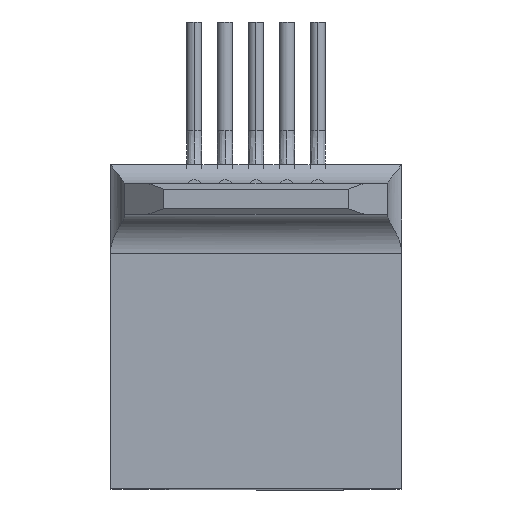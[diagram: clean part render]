
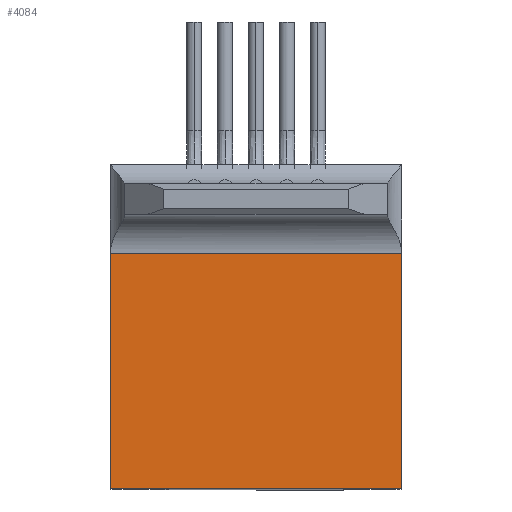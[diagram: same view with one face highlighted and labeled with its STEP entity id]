
A CAD part, top view. The second image highlights one B-rep face of the part: STEP entity #4084.
In plain terms, the highlighted planar face has unit normal (0, 0, 1).
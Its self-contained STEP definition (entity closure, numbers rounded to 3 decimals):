
#75 = VERTEX_POINT ( 'NONE', #1187 ) ;
#88 = DIRECTION ( 'NONE',  ( 1., 0., 0. ) ) ;
#622 = VERTEX_POINT ( 'NONE', #1306 ) ;
#732 = EDGE_CURVE ( 'NONE', #2847, #3807, #1194, .T. ) ;
#811 = LINE ( 'NONE', #3898, #3683 ) ;
#1104 = CARTESIAN_POINT ( 'NONE',  ( 3.775, -7.5, 0. ) ) ;
#1187 = CARTESIAN_POINT ( 'NONE',  ( 3.775, -1.4, 0. ) ) ;
#1194 = LINE ( 'NONE', #2406, #2946 ) ;
#1203 = ORIENTED_EDGE ( 'NONE', *, *, #4762, .F. ) ;
#1226 = DIRECTION ( 'NONE',  ( 0., -1., 0. ) ) ;
#1293 = DIRECTION ( 'NONE',  ( -1., 0., 0. ) ) ;
#1306 = CARTESIAN_POINT ( 'NONE',  ( -3.775, -1.4, 0. ) ) ;
#1666 = VECTOR ( 'NONE', #4358, 1000. ) ;
#1850 = CARTESIAN_POINT ( 'NONE',  ( -3.775, -7.5, 0. ) ) ;
#2092 = CARTESIAN_POINT ( 'NONE',  ( -3.775, -7.5, 0. ) ) ;
#2099 = VECTOR ( 'NONE', #88, 1000. ) ;
#2113 = CARTESIAN_POINT ( 'NONE',  ( 3.775, -7.5, 0. ) ) ;
#2324 = ORIENTED_EDGE ( 'NONE', *, *, #4679, .F. ) ;
#2406 = CARTESIAN_POINT ( 'NONE',  ( 3.775, -7.5, 0. ) ) ;
#2525 = DIRECTION ( 'NONE',  ( -1., 0., 0. ) ) ;
#2599 = EDGE_CURVE ( 'NONE', #75, #2847, #811, .T. ) ;
#2665 = LINE ( 'NONE', #2092, #1666 ) ;
#2847 = VERTEX_POINT ( 'NONE', #1104 ) ;
#2946 = VECTOR ( 'NONE', #1293, 1000. ) ;
#3027 = LINE ( 'NONE', #3441, #2099 ) ;
#3060 = EDGE_LOOP ( 'NONE', ( #2324, #1203, #3838, #3484 ) ) ;
#3226 = DIRECTION ( 'NONE',  ( 0., 0., -1. ) ) ;
#3441 = CARTESIAN_POINT ( 'NONE',  ( 3.775, -1.4, 0. ) ) ;
#3484 = ORIENTED_EDGE ( 'NONE', *, *, #2599, .F. ) ;
#3634 = FACE_OUTER_BOUND ( 'NONE', #3060, .T. ) ;
#3638 = PLANE ( 'NONE',  #4335 ) ;
#3683 = VECTOR ( 'NONE', #1226, 1000. ) ;
#3807 = VERTEX_POINT ( 'NONE', #1850 ) ;
#3838 = ORIENTED_EDGE ( 'NONE', *, *, #732, .F. ) ;
#3898 = CARTESIAN_POINT ( 'NONE',  ( 3.775, 0.9, 0. ) ) ;
#4084 = ADVANCED_FACE ( 'NONE', ( #3634 ), #3638, .F. ) ;
#4335 = AXIS2_PLACEMENT_3D ( 'NONE', #2113, #3226, #2525 ) ;
#4358 = DIRECTION ( 'NONE',  ( 0., 1., 0. ) ) ;
#4679 = EDGE_CURVE ( 'NONE', #622, #75, #3027, .T. ) ;
#4762 = EDGE_CURVE ( 'NONE', #3807, #622, #2665, .T. ) ;
